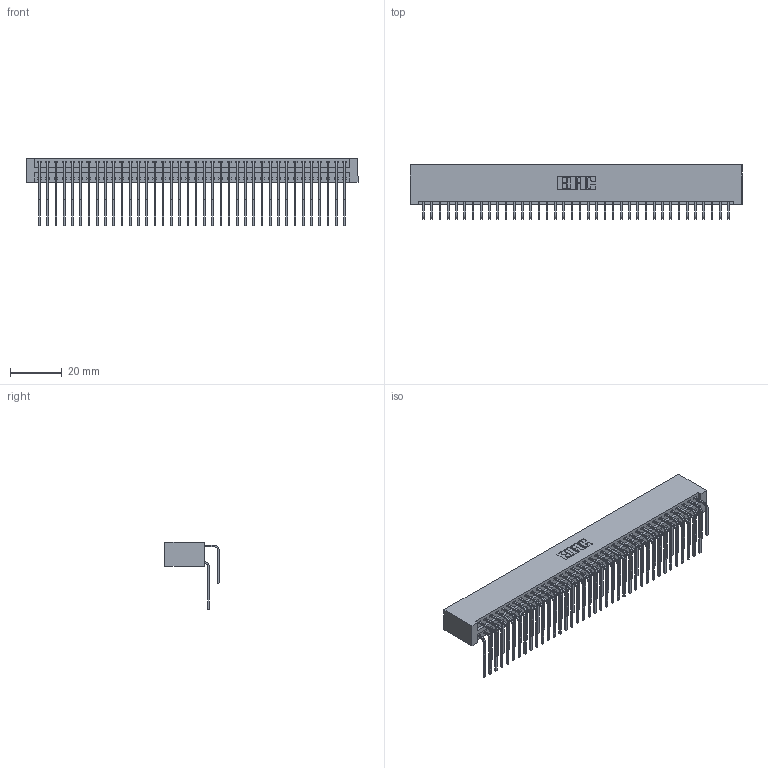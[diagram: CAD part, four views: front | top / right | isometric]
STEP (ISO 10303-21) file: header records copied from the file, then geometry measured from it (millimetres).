
FILE_DESCRIPTION (( 'STEP AP203' ), '1' );
FILE_NAME ('396-076-559-201.STEP', '2018-09-09T14:36:49', ( '' ), ( '' ), 'SwSTEP 2.0', 'SolidWorks 2016', '' );
FILE_SCHEMA (( 'CONFIG_CONTROL_DESIGN' ));
Length unit declared in the file: inch
Products named in the file (4): 346 Part_No Mounting Lugs; 345-292-001_558 559 Tail - 1; 345-292-001_559 Tail - 2; 396-076-559-201
Assembly tree (77 placements, depth 2):
  396-076-559-201
    346 Part_No Mounting Lugs
    345-292-001_558 559 Tail - 1  x38
    345-292-001_559 Tail - 2  x38
Bounding box: 127.89 x 20.89 x 26.16 mm (x, y, z)
Volume: 13451.4 mm3; surface area: 20693.5 mm2
Topology: 77 solids, 77 shells, 4218 faces, 12541 edges, 8258 vertices
Faces by surface type: plane 2884, cylinder 1334
Entity records: 26845 total; most frequent: CARTESIAN_POINT 4479, ORIENTED_EDGE 4362, DIRECTION 3965, EDGE_CURVE 2181, VECTOR 1865, LINE 1865, VERTEX_POINT 1450, AXIS2_PLACEMENT_3D 1050
